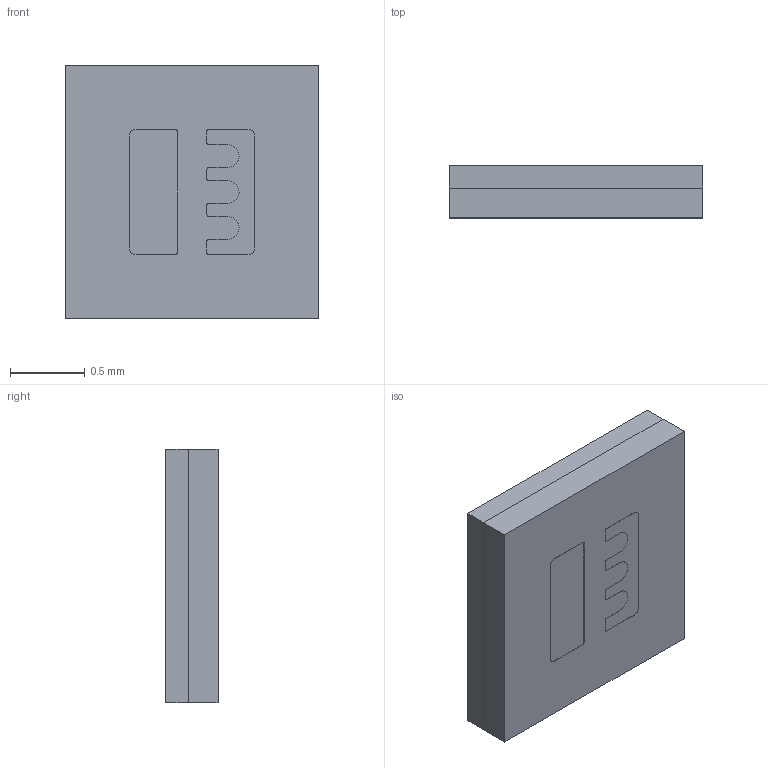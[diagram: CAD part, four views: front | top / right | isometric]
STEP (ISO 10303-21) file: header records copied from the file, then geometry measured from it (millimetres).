
FILE_DESCRIPTION (( 'STEP AP203' ), '1' );
FILE_NAME ('E17AV1-0.35mm.STEP', '2022-01-21T06:44:26', ( '' ), ( '' ), 'SwSTEP 2.0', 'SolidWorks 2016', '' );
FILE_SCHEMA (( 'CONFIG_CONTROL_DESIGN' ));
Length unit declared in the file: inch
Products named in the file (3): E17 Part4; E17 Part1; E17AV1-0.35mm
Assembly tree (2 placements, depth 2):
  E17AV1-0.35mm
    E17 Part1
    E17 Part4
Bounding box: 1.7 x 0.35 x 1.7 mm (x, y, z)
Volume: 1 mm3; surface area: 13.9 mm2
Topology: 2 solids, 2 shells, 51 faces, 135 edges, 90 vertices
Faces by surface type: plane 31, cylinder 20
Entity records: 1900 total; most frequent: DIRECTION 287, CARTESIAN_POINT 281, ORIENTED_EDGE 270, EDGE_CURVE 135, AXIS2_PLACEMENT_3D 96, LINE 95, VECTOR 95, VERTEX_POINT 90
